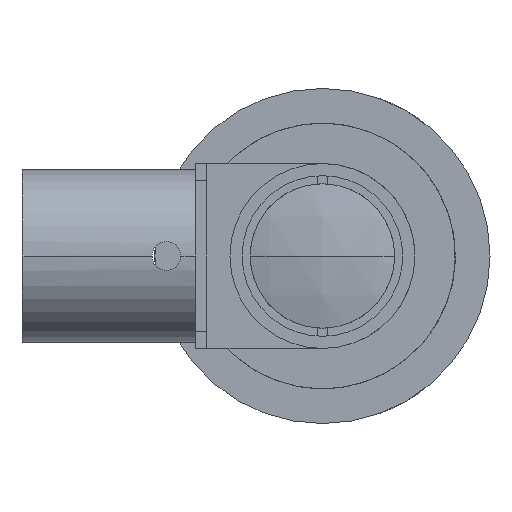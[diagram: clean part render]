
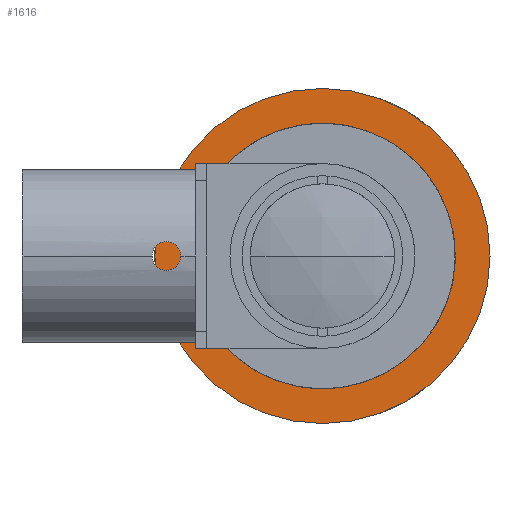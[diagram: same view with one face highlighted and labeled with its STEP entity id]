
A CAD part, left-side view. The second image highlights one B-rep face of the part: STEP entity #1616.
In plain terms, the highlighted planar face has unit normal (-1, 0, 0).
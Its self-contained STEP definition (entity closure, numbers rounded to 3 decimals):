
#28 = DIRECTION ( 'NONE',  ( -1., 0., 0. ) ) ;
#199 = DIRECTION ( 'NONE',  ( 0., 0., 1. ) ) ;
#314 = VERTEX_POINT ( 'NONE', #3035 ) ;
#339 = CARTESIAN_POINT ( 'NONE',  ( 41.31, 0., 0. ) ) ;
#524 = CARTESIAN_POINT ( 'NONE',  ( 41.31, 0., 0. ) ) ;
#544 = DIRECTION ( 'NONE',  ( -1., 0., 0. ) ) ;
#569 = DIRECTION ( 'NONE',  ( 0., 0., 1. ) ) ;
#634 = CIRCLE ( 'NONE', #2730, 14.5 ) ;
#640 = CARTESIAN_POINT ( 'NONE',  ( 41.31, 0., -14.5 ) ) ;
#694 = CARTESIAN_POINT ( 'NONE',  ( 41.31, 0., 0. ) ) ;
#725 = FACE_OUTER_BOUND ( 'NONE', #2336, .T. ) ;
#777 = FACE_BOUND ( 'NONE', #2096, .T. ) ;
#925 = CIRCLE ( 'NONE', #1125, 14.5 ) ;
#943 = DIRECTION ( 'NONE',  ( 0., 0., 1. ) ) ;
#997 = DIRECTION ( 'NONE',  ( -1., 0., 0. ) ) ;
#1125 = AXIS2_PLACEMENT_3D ( 'NONE', #2458, #2871, #2281 ) ;
#1247 = EDGE_CURVE ( 'NONE', #2866, #314, #1555, .T. ) ;
#1329 = CIRCLE ( 'NONE', #2100, 11.5 ) ;
#1370 = EDGE_CURVE ( 'NONE', #314, #2866, #1329, .T. ) ;
#1535 = EDGE_CURVE ( 'NONE', #1999, #1655, #925, .T. ) ;
#1548 = AXIS2_PLACEMENT_3D ( 'NONE', #2589, #2593, #1854 ) ;
#1555 = CIRCLE ( 'NONE', #2822, 11.5 ) ;
#1616 = ADVANCED_FACE ( 'NONE', ( #777, #725 ), #2351, .F. ) ;
#1655 = VERTEX_POINT ( 'NONE', #640 ) ;
#1659 = ORIENTED_EDGE ( 'NONE', *, *, #1370, .F. ) ;
#1759 = CARTESIAN_POINT ( 'NONE',  ( 41.31, 0., 11.5 ) ) ;
#1854 = DIRECTION ( 'NONE',  ( 0., 0., -1. ) ) ;
#1999 = VERTEX_POINT ( 'NONE', #2151 ) ;
#2062 = EDGE_CURVE ( 'NONE', #1655, #1999, #634, .T. ) ;
#2096 = EDGE_LOOP ( 'NONE', ( #2787, #1659 ) ) ;
#2100 = AXIS2_PLACEMENT_3D ( 'NONE', #339, #28, #199 ) ;
#2151 = CARTESIAN_POINT ( 'NONE',  ( 41.31, 0., 14.5 ) ) ;
#2281 = DIRECTION ( 'NONE',  ( 0., 0., 1. ) ) ;
#2336 = EDGE_LOOP ( 'NONE', ( #2942, #3090 ) ) ;
#2351 = PLANE ( 'NONE',  #1548 ) ;
#2458 = CARTESIAN_POINT ( 'NONE',  ( 41.31, 0., 0. ) ) ;
#2589 = CARTESIAN_POINT ( 'NONE',  ( 41.31, 11.5, 0. ) ) ;
#2593 = DIRECTION ( 'NONE',  ( 1., 0., 0. ) ) ;
#2730 = AXIS2_PLACEMENT_3D ( 'NONE', #524, #544, #569 ) ;
#2787 = ORIENTED_EDGE ( 'NONE', *, *, #1247, .F. ) ;
#2822 = AXIS2_PLACEMENT_3D ( 'NONE', #694, #997, #943 ) ;
#2866 = VERTEX_POINT ( 'NONE', #1759 ) ;
#2871 = DIRECTION ( 'NONE',  ( -1., 0., 0. ) ) ;
#2942 = ORIENTED_EDGE ( 'NONE', *, *, #1535, .T. ) ;
#3035 = CARTESIAN_POINT ( 'NONE',  ( 41.31, 0., -11.5 ) ) ;
#3090 = ORIENTED_EDGE ( 'NONE', *, *, #2062, .T. ) ;
